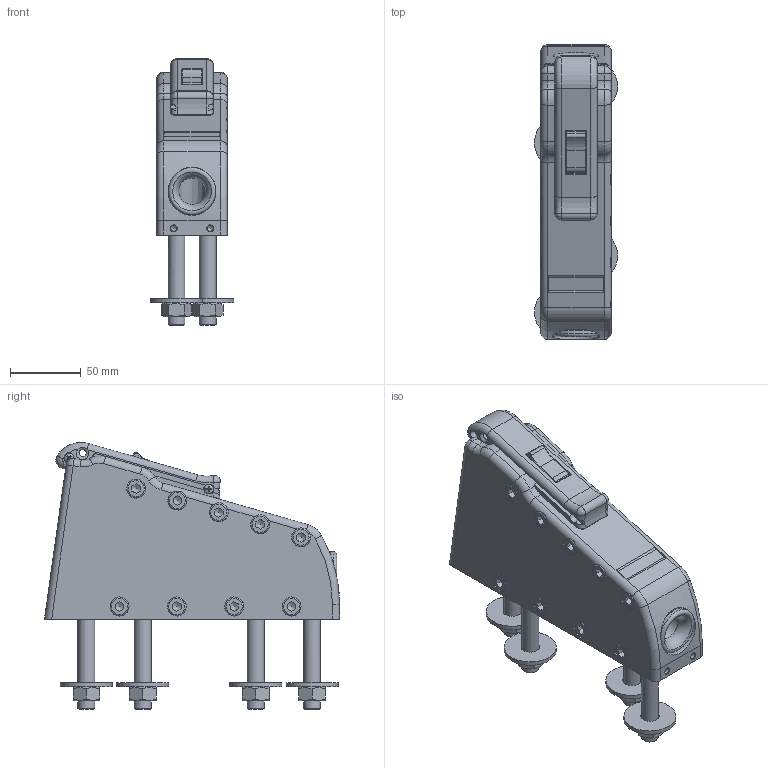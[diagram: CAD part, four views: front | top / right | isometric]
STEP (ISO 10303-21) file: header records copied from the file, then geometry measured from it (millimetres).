
FILE_DESCRIPTION(/* description */ (''),/* implementation_level */ '2;1');
FILE_NAME(/* name */ '505.161.stp',/* time_stamp */ '2016-11-10T10:45:36+01:00',/* author */ ('gianni'),/* organization */ (''),/* preprocessor_version */ 'ST-DEVELOPER v16.1',/* originating_system */ 'Autodesk Inventor 2016',/* authorisation */ '');
FILE_SCHEMA (('AUTOMOTIVE_DESIGN { 1 0 10303 214 3 1 1 }'));
Length unit declared in the file: millimetre
Products named in the file (1): 505.161
Bounding box: 58.96 x 209.22 x 189.27 mm (x, y, z)
Volume: 912821.7 mm3; surface area: 117063.1 mm2
Topology: 1 solids, 5 shells, 570 faces, 1447 edges, 931 vertices
Faces by surface type: plane 315, cylinder 126, torus 59, cone 58, bspline 7, sphere 5
Full cylindrical faces by diameter (mm): 4 x2, 4.2 x2, 4.3 x2, 5 x1, 7 x1, 10 x2, 10.5 x2, 12 x8, 13 x22, 13.5 x18, 18.5 x1, 27 x1, 33.5 x1, 37 x4
Entity records: 16698 total; most frequent: CARTESIAN_POINT 4276, DIRECTION 2522, ORIENTED_EDGE 2498, EDGE_CURVE 1249, AXIS2_PLACEMENT_3D 977, VERTEX_POINT 867, EDGE_LOOP 752, FACE_OUTER_BOUND 570
